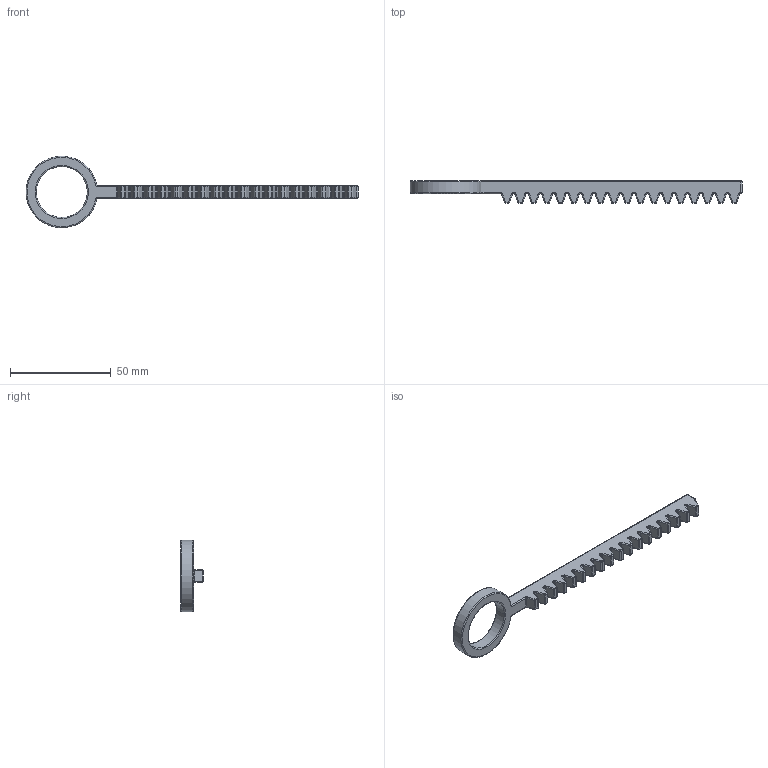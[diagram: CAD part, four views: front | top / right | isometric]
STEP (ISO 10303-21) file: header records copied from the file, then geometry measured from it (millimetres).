
FILE_DESCRIPTION((''),'2;1');
FILE_NAME('RACK_07_1','2025-12-14T18:29:01',('zadro'),(''),'CREO PARAMETRIC BY PTC INC, 2025102','CREO PARAMETRIC BY PTC INC, 2025102','');
FILE_SCHEMA(('CONFIG_CONTROL_DESIGN'));
Length unit declared in the file: inch
Products named in the file (1): RACK_07_1
Bounding box: 165.13 x 11.11 x 35.56 mm (x, y, z)
Volume: 10374.5 mm3; surface area: 6624.3 mm2
Topology: 1 solids, 1 shells, 458 faces, 988 edges, 532 vertices
Faces by surface type: cylinder 227, torus 78, plane 77, sphere 76
Entity records: 12248 total; most frequent: DIRECTION 2432, CARTESIAN_POINT 2006, ORIENTED_EDGE 1976, AXIS2_PLACEMENT_3D 990, EDGE_CURVE 988, VERTEX_POINT 532, CIRCLE 532, EDGE_LOOP 460
